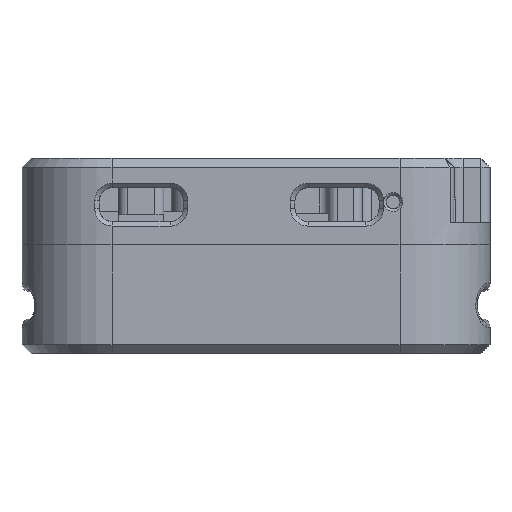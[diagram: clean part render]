
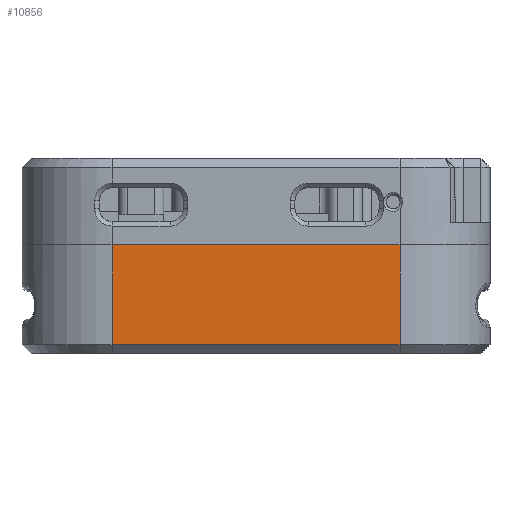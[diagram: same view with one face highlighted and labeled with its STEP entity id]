
A CAD part, front view. The second image highlights one B-rep face of the part: STEP entity #10856.
In plain terms, the highlighted planar face has unit normal (0, -1, 0).
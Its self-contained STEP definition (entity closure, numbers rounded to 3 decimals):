
#1153=PLANE('',#11825);
#1709=FACE_OUTER_BOUND('',#2338,.T.);
#2338=EDGE_LOOP('',(#9895,#9896,#9897,#9898));
#3345=LINE('',#19701,#4390);
#3390=LINE('',#20496,#4435);
#3392=LINE('',#20536,#4437);
#3393=LINE('',#20537,#4438);
#4390=VECTOR('',#14512,1.);
#4435=VECTOR('',#14649,1.);
#4437=VECTOR('',#14659,1.);
#4438=VECTOR('',#14660,1.);
#5408=VERTEX_POINT('',#19698);
#5409=VERTEX_POINT('',#19700);
#5457=VERTEX_POINT('',#20495);
#5462=VERTEX_POINT('',#20535);
#6896=EDGE_CURVE('',#5409,#5408,#3345,.T.);
#6973=EDGE_CURVE('',#5457,#5408,#3390,.T.);
#6979=EDGE_CURVE('',#5457,#5462,#3392,.T.);
#6980=EDGE_CURVE('',#5462,#5409,#3393,.T.);
#9895=ORIENTED_EDGE('',*,*,#6979,.T.);
#9896=ORIENTED_EDGE('',*,*,#6980,.T.);
#9897=ORIENTED_EDGE('',*,*,#6896,.T.);
#9898=ORIENTED_EDGE('',*,*,#6973,.F.);
#10856=ADVANCED_FACE('',(#1709),#1153,.T.);
#11825=AXIS2_PLACEMENT_3D('',#20534,#14657,#14658);
#14512=DIRECTION('',(-1.,0.,0.));
#14649=DIRECTION('',(0.,0.,1.));
#14657=DIRECTION('center_axis',(0.,-1.,0.));
#14658=DIRECTION('ref_axis',(-1.,0.,0.));
#14659=DIRECTION('',(1.,0.,0.));
#14660=DIRECTION('',(0.,0.,1.));
#19698=CARTESIAN_POINT('',(-16.,-26.,12.1));
#19700=CARTESIAN_POINT('',(16.,-26.,12.1));
#19701=CARTESIAN_POINT('',(13.,-26.,12.1));
#20495=CARTESIAN_POINT('',(-16.,-26.,1.));
#20496=CARTESIAN_POINT('',(-16.,-26.,0.));
#20534=CARTESIAN_POINT('Origin',(26.,-26.,0.));
#20535=CARTESIAN_POINT('',(16.,-26.,1.));
#20536=CARTESIAN_POINT('',(-16.,-26.,1.));
#20537=CARTESIAN_POINT('',(16.,-26.,0.));
